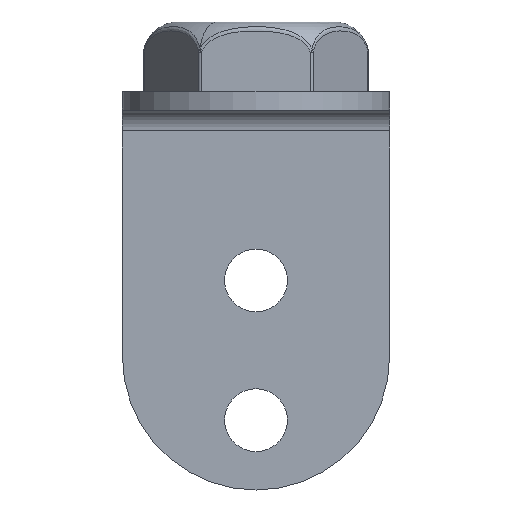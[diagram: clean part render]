
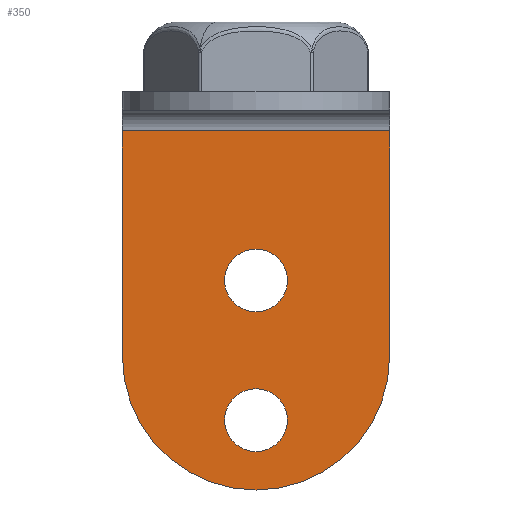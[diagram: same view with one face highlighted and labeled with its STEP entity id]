
A CAD part, front view. The second image highlights one B-rep face of the part: STEP entity #350.
In plain terms, the highlighted face is planar.
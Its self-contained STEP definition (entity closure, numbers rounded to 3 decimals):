
#18=DIRECTION('',(0.,0.,1.));
#19=VECTOR('',#18,32.275);
#20=CARTESIAN_POINT('',(0.,-52.4,5.6));
#21=LINE('',#20,#19);
#63=CARTESIAN_POINT('',(19.125,-52.4,47.));
#64=DIRECTION('',(0.,1.,0.));
#65=DIRECTION('',(1.,0.,0.));
#66=AXIS2_PLACEMENT_3D('',#63,#64,#65);
#68=CARTESIAN_POINT('',(19.125,-52.4,47.));
#69=DIRECTION('',(0.,1.,0.));
#70=DIRECTION('',(-1.,0.,0.));
#71=AXIS2_PLACEMENT_3D('',#68,#69,#70);
#73=CARTESIAN_POINT('',(19.125,-52.4,27.));
#74=DIRECTION('',(0.,1.,0.));
#75=DIRECTION('',(1.,0.,0.));
#76=AXIS2_PLACEMENT_3D('',#73,#74,#75);
#78=CARTESIAN_POINT('',(19.125,-52.4,27.));
#79=DIRECTION('',(0.,1.,0.));
#80=DIRECTION('',(-1.,0.,0.));
#81=AXIS2_PLACEMENT_3D('',#78,#79,#80);
#83=CARTESIAN_POINT('',(19.125,-52.4,37.875));
#84=DIRECTION('',(0.,-1.,0.));
#85=DIRECTION('',(1.,0.,0.));
#86=AXIS2_PLACEMENT_3D('',#83,#84,#85);
#88=DIRECTION('',(1.,0.,0.));
#89=VECTOR('',#88,38.25);
#90=CARTESIAN_POINT('',(0.,-52.4,5.6));
#91=LINE('',#90,#89);
#117=DIRECTION('',(0.,0.,1.));
#118=VECTOR('',#117,32.275);
#119=CARTESIAN_POINT('',(38.25,-52.4,5.6));
#120=LINE('',#119,#118);
#197=CARTESIAN_POINT('',(23.625,-52.4,47.));
#198=CARTESIAN_POINT('',(14.625,-52.4,47.));
#199=VERTEX_POINT('',#197);
#200=VERTEX_POINT('',#198);
#201=CARTESIAN_POINT('',(23.625,-52.4,27.));
#202=CARTESIAN_POINT('',(14.625,-52.4,27.));
#203=VERTEX_POINT('',#201);
#204=VERTEX_POINT('',#202);
#213=CARTESIAN_POINT('',(0.,-52.4,5.6));
#214=CARTESIAN_POINT('',(38.25,-52.4,5.6));
#215=VERTEX_POINT('',#213);
#216=VERTEX_POINT('',#214);
#229=CARTESIAN_POINT('',(38.25,-52.4,37.875));
#230=CARTESIAN_POINT('',(0.,-52.4,37.875));
#231=VERTEX_POINT('',#229);
#232=VERTEX_POINT('',#230);
#325=CARTESIAN_POINT('',(0.,-52.4,2.6));
#326=DIRECTION('',(0.,1.,0.));
#327=DIRECTION('',(0.,0.,1.));
#328=AXIS2_PLACEMENT_3D('',#325,#326,#327);
#329=PLANE('',#328);
#331=ORIENTED_EDGE('',*,*,#330,.T.);
#332=ORIENTED_EDGE('',*,*,#260,.F.);
#334=ORIENTED_EDGE('',*,*,#333,.T.);
#336=ORIENTED_EDGE('',*,*,#335,.T.);
#337=EDGE_LOOP('',(#331,#332,#334,#336));
#338=FACE_OUTER_BOUND('',#337,.F.);
#340=ORIENTED_EDGE('',*,*,#339,.T.);
#342=ORIENTED_EDGE('',*,*,#341,.T.);
#343=EDGE_LOOP('',(#340,#342));
#344=FACE_BOUND('',#343,.F.);
#345=ORIENTED_EDGE('',*,*,#315,.T.);
#347=ORIENTED_EDGE('',*,*,#346,.T.);
#348=EDGE_LOOP('',(#345,#347));
#349=FACE_BOUND('',#348,.F.);
#350=ADVANCED_FACE('',(#338,#344,#349),#329,.T.);
#67=CIRCLE('',#66,4.5);
#72=CIRCLE('',#71,4.5);
#77=CIRCLE('',#76,4.5);
#82=CIRCLE('',#81,4.5);
#87=CIRCLE('',#86,19.125);
#260=EDGE_CURVE('',#215,#232,#21,.T.);
#315=EDGE_CURVE('',#199,#200,#67,.T.);
#330=EDGE_CURVE('',#231,#232,#87,.T.);
#333=EDGE_CURVE('',#215,#216,#91,.T.);
#335=EDGE_CURVE('',#216,#231,#120,.T.);
#339=EDGE_CURVE('',#203,#204,#77,.T.);
#341=EDGE_CURVE('',#204,#203,#82,.T.);
#346=EDGE_CURVE('',#200,#199,#72,.T.);
